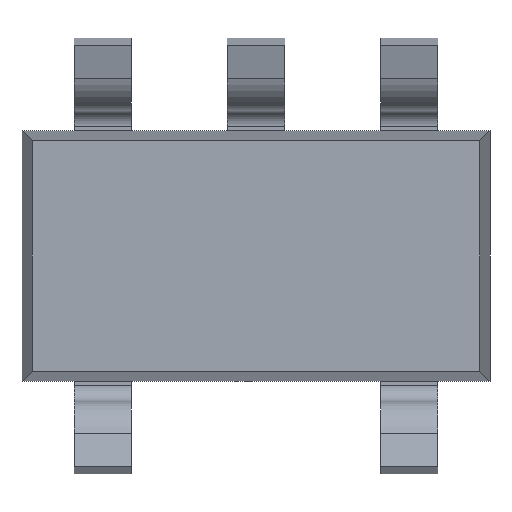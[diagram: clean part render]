
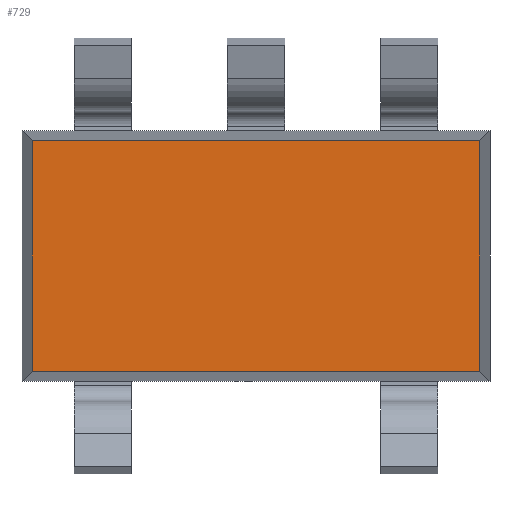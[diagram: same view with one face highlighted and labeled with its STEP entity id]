
A CAD part, front view. The second image highlights one B-rep face of the part: STEP entity #729.
In plain terms, the highlighted planar face has unit normal (0, -1, 0).
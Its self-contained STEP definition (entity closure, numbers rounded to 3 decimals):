
#158 = CARTESIAN_POINT ( 'NONE',  ( -1.45, 0.15, -0.713 ) ) ;
#276 = AXIS2_PLACEMENT_3D ( 'NONE', #1610, #1242, #2032 ) ;
#469 = ORIENTED_EDGE ( 'NONE', *, *, #533, .T. ) ;
#499 = CARTESIAN_POINT ( 'NONE',  ( 1.45, 0.15, 0.713 ) ) ;
#530 = CARTESIAN_POINT ( 'NONE',  ( 1.388, 0.15, -0.775 ) ) ;
#533 = EDGE_CURVE ( 'NONE', #2486, #1564, #1716, .T. ) ;
#552 = CARTESIAN_POINT ( 'NONE',  ( 1.388, 0.15, 0.713 ) ) ;
#721 = DIRECTION ( 'NONE',  ( -1., 0., 0. ) ) ;
#729 = ADVANCED_FACE ( 'NONE', ( #1315 ), #1236, .T. ) ;
#822 = CARTESIAN_POINT ( 'NONE',  ( -1.388, 0.15, 0.775 ) ) ;
#843 = EDGE_CURVE ( 'NONE', #2414, #2010, #1011, .T. ) ;
#1011 = LINE ( 'NONE', #499, #2452 ) ;
#1016 = CARTESIAN_POINT ( 'NONE',  ( -1.388, 0.15, 0.713 ) ) ;
#1059 = CARTESIAN_POINT ( 'NONE',  ( 1.388, 0.15, -0.713 ) ) ;
#1236 = PLANE ( 'NONE',  #276 ) ;
#1242 = DIRECTION ( 'NONE',  ( 0., -1., 0. ) ) ;
#1245 = VECTOR ( 'NONE', #2016, 1000. ) ;
#1315 = FACE_OUTER_BOUND ( 'NONE', #1540, .T. ) ;
#1377 = LINE ( 'NONE', #530, #2361 ) ;
#1413 = ORIENTED_EDGE ( 'NONE', *, *, #1742, .T. ) ;
#1452 = LINE ( 'NONE', #822, #1245 ) ;
#1540 = EDGE_LOOP ( 'NONE', ( #469, #1413, #1723, #1682 ) ) ;
#1564 = VERTEX_POINT ( 'NONE', #1059 ) ;
#1610 = CARTESIAN_POINT ( 'NONE',  ( 0., 0.15, 0. ) ) ;
#1682 = ORIENTED_EDGE ( 'NONE', *, *, #2514, .T. ) ;
#1716 = LINE ( 'NONE', #158, #2310 ) ;
#1723 = ORIENTED_EDGE ( 'NONE', *, *, #843, .T. ) ;
#1742 = EDGE_CURVE ( 'NONE', #1564, #2414, #1377, .T. ) ;
#1909 = DIRECTION ( 'NONE',  ( 0., 0., 1. ) ) ;
#2010 = VERTEX_POINT ( 'NONE', #1016 ) ;
#2016 = DIRECTION ( 'NONE',  ( 0., 0., -1. ) ) ;
#2032 = DIRECTION ( 'NONE',  ( 0., 0., -1. ) ) ;
#2134 = CARTESIAN_POINT ( 'NONE',  ( -1.388, 0.15, -0.713 ) ) ;
#2310 = VECTOR ( 'NONE', #2574, 1000. ) ;
#2361 = VECTOR ( 'NONE', #1909, 1000. ) ;
#2414 = VERTEX_POINT ( 'NONE', #552 ) ;
#2452 = VECTOR ( 'NONE', #721, 1000. ) ;
#2486 = VERTEX_POINT ( 'NONE', #2134 ) ;
#2514 = EDGE_CURVE ( 'NONE', #2010, #2486, #1452, .T. ) ;
#2574 = DIRECTION ( 'NONE',  ( 1., 0., 0. ) ) ;
